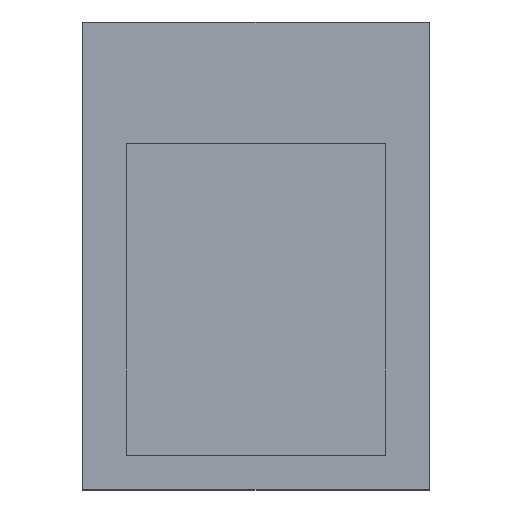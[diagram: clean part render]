
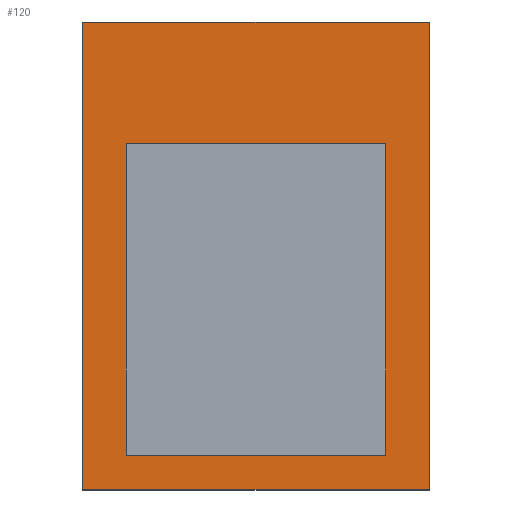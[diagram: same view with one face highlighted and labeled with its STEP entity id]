
A CAD part, top view. The second image highlights one B-rep face of the part: STEP entity #120.
In plain terms, the highlighted planar face has unit normal (0, 0, 1).
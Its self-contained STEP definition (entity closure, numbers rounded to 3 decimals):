
#1 = CARTESIAN_POINT ( 'NONE',  ( 2.5, 20., 1. ) ) ;
#5 = LINE ( 'NONE', #324, #201 ) ;
#9 = DIRECTION ( 'NONE',  ( 1., 0., 0. ) ) ;
#11 = VECTOR ( 'NONE', #214, 1000. ) ;
#12 = CARTESIAN_POINT ( 'NONE',  ( 20., 27., 1. ) ) ;
#14 = FACE_OUTER_BOUND ( 'NONE', #109, .T. ) ;
#17 = VECTOR ( 'NONE', #124, 1000. ) ;
#22 = CARTESIAN_POINT ( 'NONE',  ( 17.5, 20., 1. ) ) ;
#32 = CARTESIAN_POINT ( 'NONE',  ( 0., 0., 1. ) ) ;
#37 = VECTOR ( 'NONE', #9, 1000. ) ;
#38 = VERTEX_POINT ( 'NONE', #152 ) ;
#40 = CARTESIAN_POINT ( 'NONE',  ( 17.5, 2., 1. ) ) ;
#43 = CARTESIAN_POINT ( 'NONE',  ( 0., 0., 1. ) ) ;
#51 = EDGE_CURVE ( 'NONE', #80, #123, #5, .T. ) ;
#56 = EDGE_CURVE ( 'NONE', #339, #38, #128, .T. ) ;
#59 = EDGE_CURVE ( 'NONE', #140, #339, #271, .T. ) ;
#80 = VERTEX_POINT ( 'NONE', #246 ) ;
#81 = CARTESIAN_POINT ( 'NONE',  ( 2.5, 2., 1. ) ) ;
#101 = ORIENTED_EDGE ( 'NONE', *, *, #316, .T. ) ;
#106 = VERTEX_POINT ( 'NONE', #108 ) ;
#108 = CARTESIAN_POINT ( 'NONE',  ( 0., 27., 1. ) ) ;
#109 = EDGE_LOOP ( 'NONE', ( #341, #253, #353, #101 ) ) ;
#115 = VECTOR ( 'NONE', #156, 1000. ) ;
#120 = ADVANCED_FACE ( 'NONE', ( #14, #220 ), #134, .F. ) ;
#123 = VERTEX_POINT ( 'NONE', #12 ) ;
#124 = DIRECTION ( 'NONE',  ( -1., 0., 0. ) ) ;
#125 = CARTESIAN_POINT ( 'NONE',  ( 17.5, 2., 1. ) ) ;
#128 = LINE ( 'NONE', #1, #115 ) ;
#129 = EDGE_CURVE ( 'NONE', #343, #80, #191, .T. ) ;
#134 = PLANE ( 'NONE',  #350 ) ;
#140 = VERTEX_POINT ( 'NONE', #40 ) ;
#152 = CARTESIAN_POINT ( 'NONE',  ( 2.5, 20., 1. ) ) ;
#156 = DIRECTION ( 'NONE',  ( -1., 0., 0. ) ) ;
#158 = EDGE_CURVE ( 'NONE', #198, #140, #275, .T. ) ;
#159 = DIRECTION ( 'NONE',  ( -1., 0., 0. ) ) ;
#161 = DIRECTION ( 'NONE',  ( 0., 0., -1. ) ) ;
#181 = DIRECTION ( 'NONE',  ( 0., 1., 0. ) ) ;
#191 = LINE ( 'NONE', #43, #303 ) ;
#192 = EDGE_LOOP ( 'NONE', ( #278, #195, #368, #274 ) ) ;
#195 = ORIENTED_EDGE ( 'NONE', *, *, #56, .F. ) ;
#198 = VERTEX_POINT ( 'NONE', #81 ) ;
#201 = VECTOR ( 'NONE', #181, 1000. ) ;
#214 = DIRECTION ( 'NONE',  ( 0., 1., 0. ) ) ;
#220 = FACE_BOUND ( 'NONE', #192, .T. ) ;
#237 = CARTESIAN_POINT ( 'NONE',  ( 2.5, 2., 1. ) ) ;
#240 = EDGE_CURVE ( 'NONE', #38, #198, #348, .T. ) ;
#246 = CARTESIAN_POINT ( 'NONE',  ( 20., 0., 1. ) ) ;
#250 = EDGE_CURVE ( 'NONE', #106, #343, #351, .T. ) ;
#253 = ORIENTED_EDGE ( 'NONE', *, *, #129, .T. ) ;
#261 = CARTESIAN_POINT ( 'NONE',  ( 0., 0., 1. ) ) ;
#271 = LINE ( 'NONE', #125, #11 ) ;
#274 = ORIENTED_EDGE ( 'NONE', *, *, #158, .F. ) ;
#275 = LINE ( 'NONE', #338, #37 ) ;
#277 = CARTESIAN_POINT ( 'NONE',  ( 0., 0., 1. ) ) ;
#278 = ORIENTED_EDGE ( 'NONE', *, *, #240, .F. ) ;
#288 = CARTESIAN_POINT ( 'NONE',  ( 0., 27., 1. ) ) ;
#298 = LINE ( 'NONE', #288, #17 ) ;
#303 = VECTOR ( 'NONE', #365, 1000. ) ;
#316 = EDGE_CURVE ( 'NONE', #123, #106, #298, .T. ) ;
#324 = CARTESIAN_POINT ( 'NONE',  ( 20., 0., 1. ) ) ;
#332 = VECTOR ( 'NONE', #378, 1000. ) ;
#338 = CARTESIAN_POINT ( 'NONE',  ( 2.5, 2., 1. ) ) ;
#339 = VERTEX_POINT ( 'NONE', #22 ) ;
#341 = ORIENTED_EDGE ( 'NONE', *, *, #250, .T. ) ;
#343 = VERTEX_POINT ( 'NONE', #261 ) ;
#345 = VECTOR ( 'NONE', #375, 1000. ) ;
#348 = LINE ( 'NONE', #237, #345 ) ;
#350 = AXIS2_PLACEMENT_3D ( 'NONE', #277, #161, #159 ) ;
#351 = LINE ( 'NONE', #32, #332 ) ;
#353 = ORIENTED_EDGE ( 'NONE', *, *, #51, .T. ) ;
#365 = DIRECTION ( 'NONE',  ( 1., 0., 0. ) ) ;
#368 = ORIENTED_EDGE ( 'NONE', *, *, #59, .F. ) ;
#375 = DIRECTION ( 'NONE',  ( 0., -1., 0. ) ) ;
#378 = DIRECTION ( 'NONE',  ( 0., -1., 0. ) ) ;
